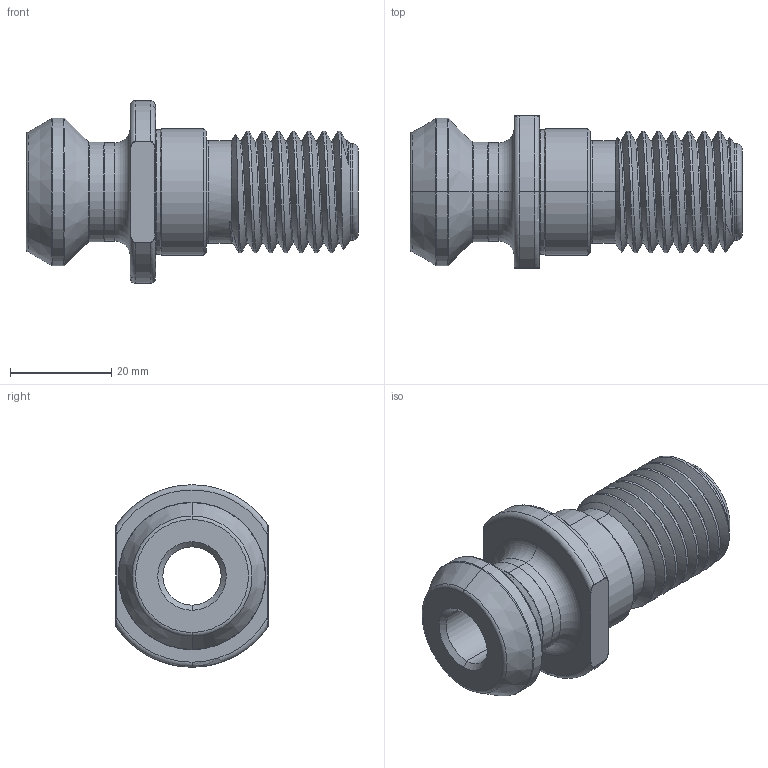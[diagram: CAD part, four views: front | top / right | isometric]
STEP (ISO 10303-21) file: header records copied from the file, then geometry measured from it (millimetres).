
FILE_DESCRIPTION (( 'STEP AP203' ), '1' );
FILE_NAME ('504.20.24.STEP', '2020-04-03T00:50:35', ( 'User' ), ( 'China' ), 'SwSTEP 2.0', 'SolidWorks 2016', '' );
FILE_SCHEMA (( 'CONFIG_CONTROL_DESIGN' ));
Length unit declared in the file: millimetre
Products named in the file (1): 504.20.24
Bounding box: 65.5 x 30 x 36 mm (x, y, z)
Volume: 22915.9 mm3; surface area: 10232.9 mm2
Topology: 1 solids, 1 shells, 105 faces, 240 edges, 141 vertices
Faces by surface type: cylinder 42, torus 22, cone 21, bspline 11, plane 9
Entity records: 5505 total; most frequent: CARTESIAN_POINT 3186, ORIENTED_EDGE 480, DIRECTION 478, EDGE_CURVE 240, AXIS2_PLACEMENT_3D 205, VERTEX_POINT 141, EDGE_LOOP 111, CIRCLE 110
